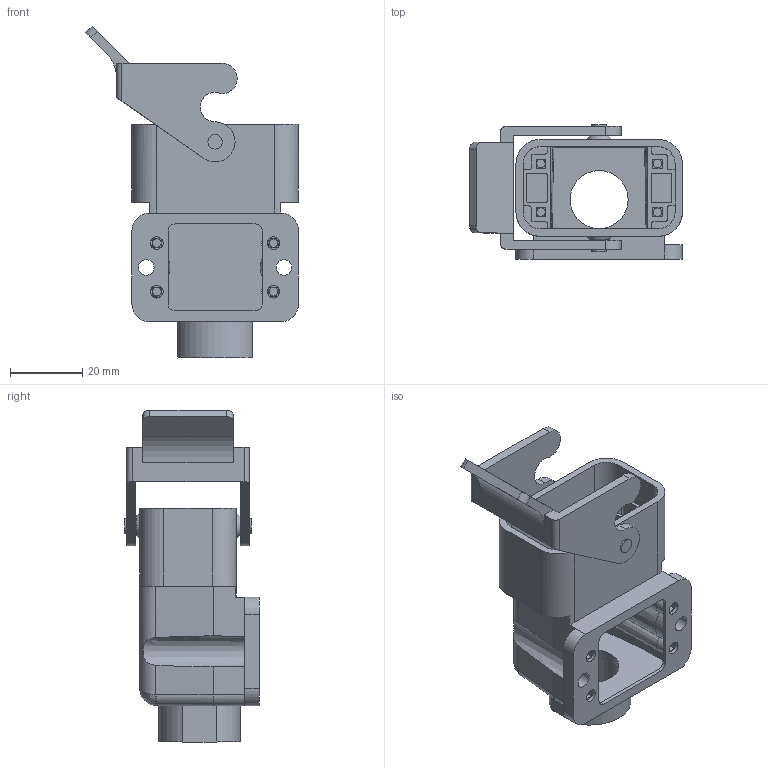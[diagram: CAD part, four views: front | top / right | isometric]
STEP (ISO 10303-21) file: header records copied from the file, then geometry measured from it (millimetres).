
FILE_DESCRIPTION(/* description */ (''),/* implementation_level */ '2;1');
FILE_NAME(/* name */ '100095208ugm000_b.stp',/* time_stamp */ '2019-11-20T13:10:38+01:00',/* author */ (''),/* organization */ (''),/* preprocessor_version */ 'ST-DEVELOPER v16.7',/* originating_system */ 'SIEMENS PLM Software NX 12.0',/* authorisation */ '');
FILE_SCHEMA (('AUTOMOTIVE_DESIGN { 1 0 10303 214 3 1 1 1 }'));
Length unit declared in the file: millimetre
Products named in the file (1): 100095208ugm000_b
Bounding box: 58.67 x 37.1 x 91.6 mm (x, y, z)
Volume: 23972.5 mm3; surface area: 23880.9 mm2
Topology: 2 solids, 2 shells, 409 faces, 1042 edges, 676 vertices
Faces by surface type: plane 293, cylinder 102, cone 10, bspline 4
Full cylindrical faces by diameter (mm): 1.52 x1, 1.68 x1, 2.4 x8, 3.5 x4, 4 x4, 4.3 x2, 16 x1, 17.7 x1
Entity records: 15322 total; most frequent: CARTESIAN_POINT 2513, DIRECTION 2027, ORIENTED_EDGE 2018, EDGE_CURVE 1009, LINE 719, VECTOR 719, VERTEX_POINT 668, AXIS2_PLACEMENT_3D 654
